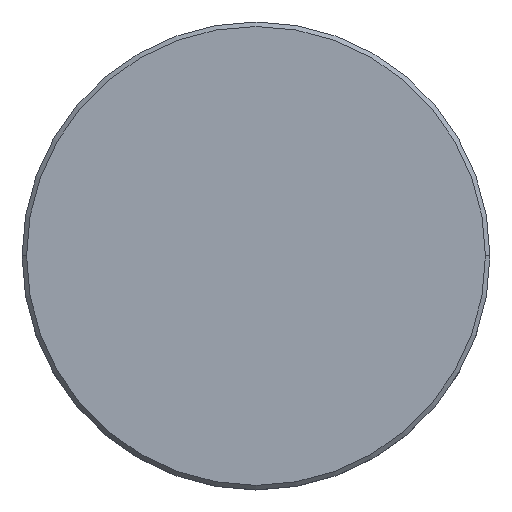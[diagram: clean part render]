
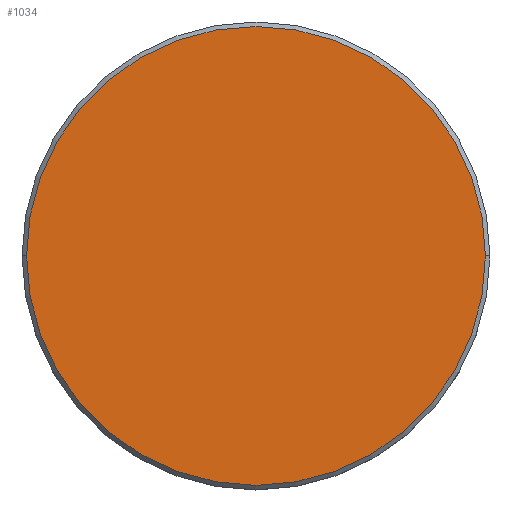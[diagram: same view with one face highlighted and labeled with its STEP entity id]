
A CAD part, top view. The second image highlights one B-rep face of the part: STEP entity #1034.
In plain terms, the highlighted planar face has unit normal (0, 0, 1).
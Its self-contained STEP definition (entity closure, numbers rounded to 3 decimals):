
#55 = CARTESIAN_POINT ( 'NONE',  ( 0., 0., 0. ) ) ;
#67 = EDGE_CURVE ( 'NONE', #734, #210, #818, .T. ) ;
#196 = PLANE ( 'NONE',  #397 ) ;
#199 = CARTESIAN_POINT ( 'NONE',  ( -25.5, 0., 0. ) ) ;
#210 = VERTEX_POINT ( 'NONE', #199 ) ;
#217 = ORIENTED_EDGE ( 'NONE', *, *, #722, .T. ) ;
#303 = AXIS2_PLACEMENT_3D ( 'NONE', #1001, #721, #817 ) ;
#342 = DIRECTION ( 'NONE',  ( 0., 0., 1. ) ) ;
#386 = FACE_OUTER_BOUND ( 'NONE', #444, .T. ) ;
#397 = AXIS2_PLACEMENT_3D ( 'NONE', #1110, #1025, #1106 ) ;
#444 = EDGE_LOOP ( 'NONE', ( #217, #512 ) ) ;
#512 = ORIENTED_EDGE ( 'NONE', *, *, #67, .T. ) ;
#516 = CARTESIAN_POINT ( 'NONE',  ( 25.5, 0., 0. ) ) ;
#528 = CIRCLE ( 'NONE', #680, 25.5 ) ;
#680 = AXIS2_PLACEMENT_3D ( 'NONE', #55, #342, #703 ) ;
#703 = DIRECTION ( 'NONE',  ( 1., 0., 0. ) ) ;
#721 = DIRECTION ( 'NONE',  ( 0., 0., 1. ) ) ;
#722 = EDGE_CURVE ( 'NONE', #210, #734, #528, .T. ) ;
#734 = VERTEX_POINT ( 'NONE', #516 ) ;
#817 = DIRECTION ( 'NONE',  ( 1., 0., 0. ) ) ;
#818 = CIRCLE ( 'NONE', #303, 25.5 ) ;
#1001 = CARTESIAN_POINT ( 'NONE',  ( 0., 0., 0. ) ) ;
#1025 = DIRECTION ( 'NONE',  ( 0., 0., 1. ) ) ;
#1034 = ADVANCED_FACE ( 'NONE', ( #386 ), #196, .T. ) ;
#1106 = DIRECTION ( 'NONE',  ( 1., 0., 0. ) ) ;
#1110 = CARTESIAN_POINT ( 'NONE',  ( 0., 0., 0. ) ) ;
